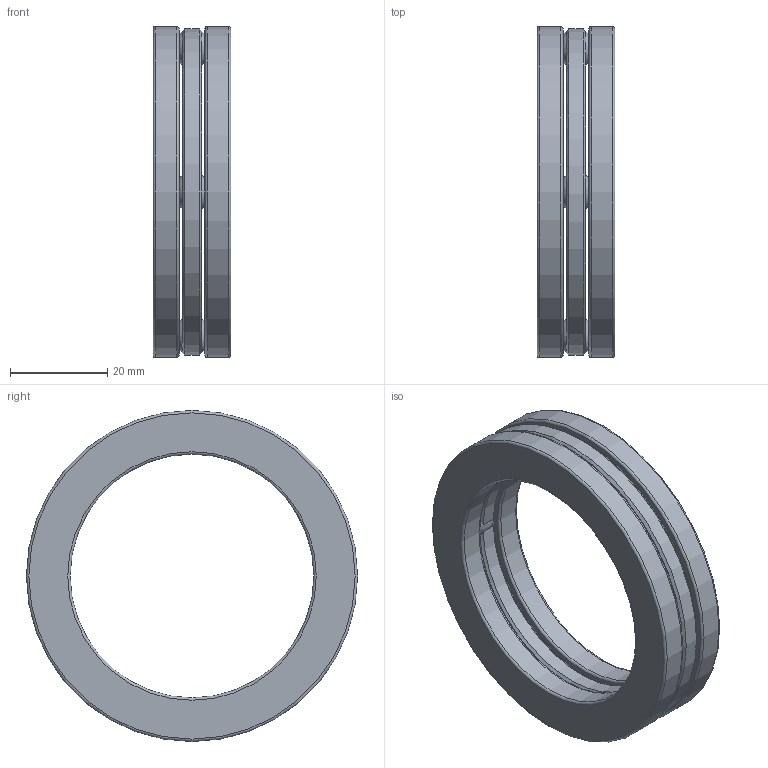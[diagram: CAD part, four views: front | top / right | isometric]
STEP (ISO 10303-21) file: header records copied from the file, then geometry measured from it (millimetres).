
FILE_DESCRIPTION (( 'STEP AP203' ), '1' );
FILE_NAME ('2909-ABB.step', '2017-03-07T16:43:01', ( '' ), ( '' ), 'SwSTEP 2.0', 'SolidWorks 2017', '' );
FILE_SCHEMA (( 'CONFIG_CONTROL_DESIGN' ));
Length unit declared in the file: inch
Products named in the file (1): 2909-ABB
Bounding box: 16 x 68 x 68 mm (x, y, z)
Volume: 22404.2 mm3; surface area: 15546.9 mm2
Topology: 7 solids, 7 shells, 34 faces, 70 edges, 44 vertices
Faces by surface type: torus 10, plane 8, cylinder 8, sphere 4, cone 4
Full cylindrical faces by diameter (mm): 50.013 x2, 67.996 x2
Entity records: 831 total; most frequent: CARTESIAN_POINT 147, DIRECTION 138, ORIENTED_EDGE 88, AXIS2_PLACEMENT_3D 67, EDGE_LOOP 50, EDGE_CURVE 44, FACE_OUTER_BOUND 44, VERTEX_POINT 36
